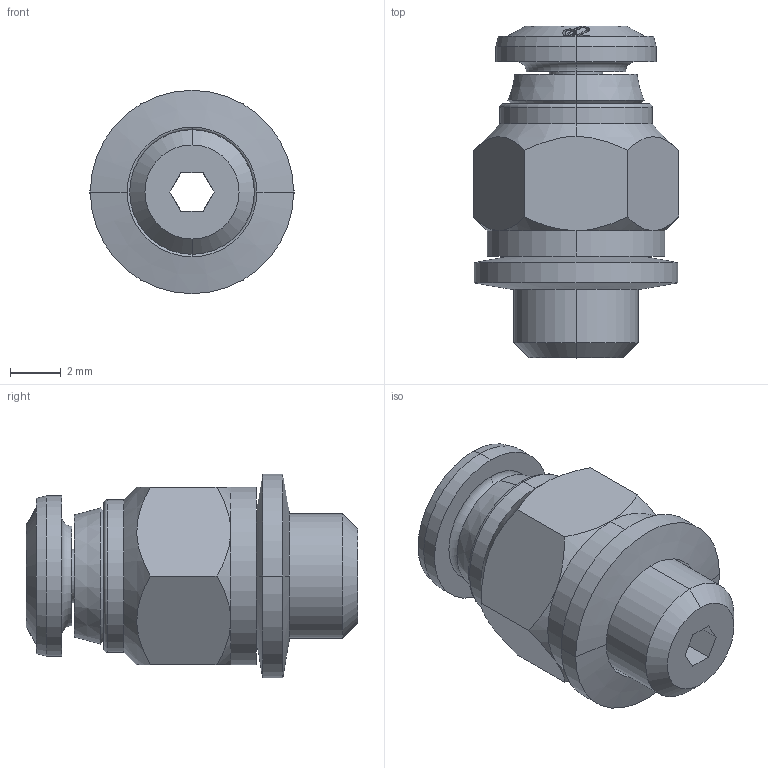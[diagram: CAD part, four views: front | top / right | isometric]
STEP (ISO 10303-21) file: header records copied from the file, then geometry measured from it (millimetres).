
FILE_DESCRIPTION (( 'STEP AP214' ), '1' );
FILE_NAME ('5602000002.STEP', '2016-05-24T07:04:39', ( '' ), ( '' ), 'SwSTEP 2.0', 'SolidWorks 2016', '' );
FILE_SCHEMA (( 'AUTOMOTIVE_DESIGN' ));
Length unit declared in the file: millimetre
Products named in the file (1): 5602000002
Bounding box: 8.08 x 13.05 x 8 mm (x, y, z)
Surface area: 505.7 mm2 (no closed solid volume)
Topology: 0 solids, 5 shells, 127 faces, 345 edges, 224 vertices
Faces by surface type: bspline 50, cone 36, cylinder 18, plane 17, torus 6
Entity records: 7008 total; most frequent: CARTESIAN_POINT 2866, ORIENTED_EDGE 646, DIRECTION 392, EDGE_CURVE 345, VERTEX_POINT 224, B_SPLINE_CURVE_WITH_KNOTS 191, AXIS2_PLACEMENT_3D 160, EDGE_LOOP 138
